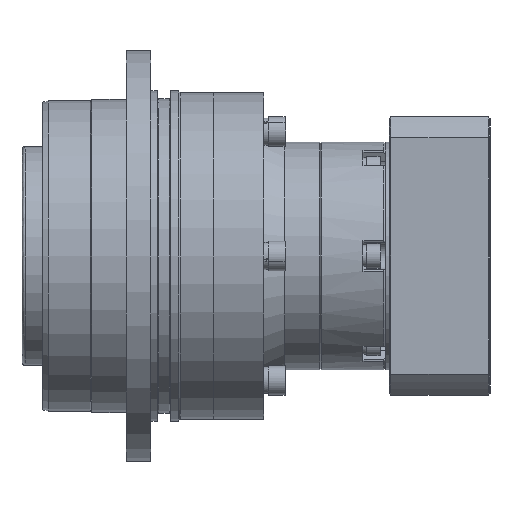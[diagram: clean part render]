
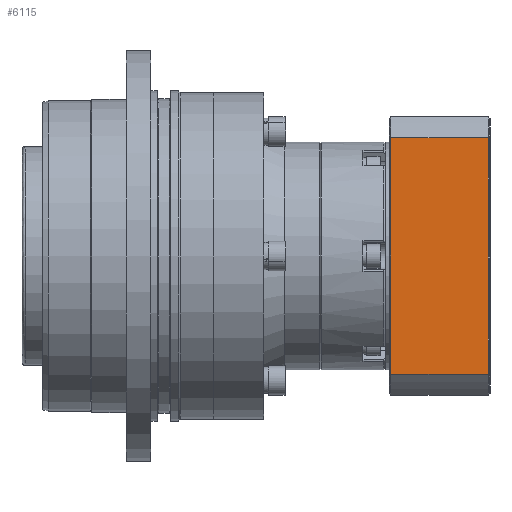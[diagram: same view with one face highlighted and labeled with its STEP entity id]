
A CAD part, front view. The second image highlights one B-rep face of the part: STEP entity #6115.
In plain terms, the highlighted face is planar.
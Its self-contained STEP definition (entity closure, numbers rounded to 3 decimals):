
#1310 = VECTOR ( 'NONE', #14434, 1000. ) ;
#1528 = VECTOR ( 'NONE', #24007, 1000. ) ;
#2449 = VERTEX_POINT ( 'NONE', #24155 ) ;
#3151 = CARTESIAN_POINT ( 'NONE',  ( 35., 40., 40. ) ) ;
#3188 = DIRECTION ( 'NONE',  ( 0., 0., -1. ) ) ;
#4564 = CARTESIAN_POINT ( 'NONE',  ( 35., 40., -3.01 ) ) ;
#5112 = CARTESIAN_POINT ( 'NONE',  ( 35., 40., 40. ) ) ;
#5861 = ORIENTED_EDGE ( 'NONE', *, *, #33787, .T. ) ;
#6115 = ADVANCED_FACE ( 'NONE', ( #10685 ), #11283, .T. ) ;
#6218 = CARTESIAN_POINT ( 'NONE',  ( -25.5, 40., -34.004 ) ) ;
#9199 = DIRECTION ( 'NONE',  ( -1., 0., 0. ) ) ;
#9211 = VERTEX_POINT ( 'NONE', #4564 ) ;
#9522 = LINE ( 'NONE', #23904, #1528 ) ;
#9569 = VECTOR ( 'NONE', #24091, 1000. ) ;
#9762 = DIRECTION ( 'NONE',  ( 1., 0., 0. ) ) ;
#10054 = VECTOR ( 'NONE', #9199, 1000. ) ;
#10380 = LINE ( 'NONE', #5112, #9569 ) ;
#10418 = ORIENTED_EDGE ( 'NONE', *, *, #10754, .T. ) ;
#10685 = FACE_OUTER_BOUND ( 'NONE', #14486, .T. ) ;
#10754 = EDGE_CURVE ( 'NONE', #13710, #9211, #9522, .T. ) ;
#10787 = VERTEX_POINT ( 'NONE', #23751 ) ;
#11118 = DIRECTION ( 'NONE',  ( 0., 0., 1. ) ) ;
#11124 = DIRECTION ( 'NONE',  ( 0., 1., 0. ) ) ;
#11283 = PLANE ( 'NONE',  #12631 ) ;
#11509 = CARTESIAN_POINT ( 'NONE',  ( -25.5, 40., 40. ) ) ;
#12358 = EDGE_CURVE ( 'NONE', #9211, #10787, #12662, .T. ) ;
#12631 = AXIS2_PLACEMENT_3D ( 'NONE', #11509, #11124, #11118 ) ;
#12662 = LINE ( 'NONE', #3151, #27644 ) ;
#13710 = VERTEX_POINT ( 'NONE', #21917 ) ;
#14082 = LINE ( 'NONE', #14472, #1310 ) ;
#14163 = EDGE_CURVE ( 'NONE', #2449, #31499, #14082, .T. ) ;
#14434 = DIRECTION ( 'NONE',  ( 0., 0., 1. ) ) ;
#14472 = CARTESIAN_POINT ( 'NONE',  ( 7., 40., 40. ) ) ;
#14486 = EDGE_LOOP ( 'NONE', ( #5861, #10418, #34158, #30689, #27439, #31075 ) ) ;
#15193 = CARTESIAN_POINT ( 'NONE',  ( -25.5, 40., 34.004 ) ) ;
#16314 = CARTESIAN_POINT ( 'NONE',  ( 35., 40., 34.004 ) ) ;
#16773 = LINE ( 'NONE', #6218, #10054 ) ;
#20040 = VECTOR ( 'NONE', #9762, 1000. ) ;
#21917 = CARTESIAN_POINT ( 'NONE',  ( 35., 40., 2.966 ) ) ;
#23751 = CARTESIAN_POINT ( 'NONE',  ( 35., 40., -34.004 ) ) ;
#23763 = EDGE_CURVE ( 'NONE', #10787, #2449, #16773, .T. ) ;
#23904 = CARTESIAN_POINT ( 'NONE',  ( 35., 40., 40. ) ) ;
#24007 = DIRECTION ( 'NONE',  ( 0., 0., -1. ) ) ;
#24091 = DIRECTION ( 'NONE',  ( 0., 0., -1. ) ) ;
#24111 = VERTEX_POINT ( 'NONE', #16314 ) ;
#24155 = CARTESIAN_POINT ( 'NONE',  ( 7., 40., -34.004 ) ) ;
#24909 = CARTESIAN_POINT ( 'NONE',  ( 7., 40., 34.004 ) ) ;
#26494 = LINE ( 'NONE', #15193, #20040 ) ;
#27439 = ORIENTED_EDGE ( 'NONE', *, *, #14163, .T. ) ;
#27644 = VECTOR ( 'NONE', #3188, 1000. ) ;
#30689 = ORIENTED_EDGE ( 'NONE', *, *, #23763, .T. ) ;
#31075 = ORIENTED_EDGE ( 'NONE', *, *, #32926, .T. ) ;
#31499 = VERTEX_POINT ( 'NONE', #24909 ) ;
#32926 = EDGE_CURVE ( 'NONE', #31499, #24111, #26494, .T. ) ;
#33787 = EDGE_CURVE ( 'NONE', #24111, #13710, #10380, .T. ) ;
#34158 = ORIENTED_EDGE ( 'NONE', *, *, #12358, .T. ) ;
